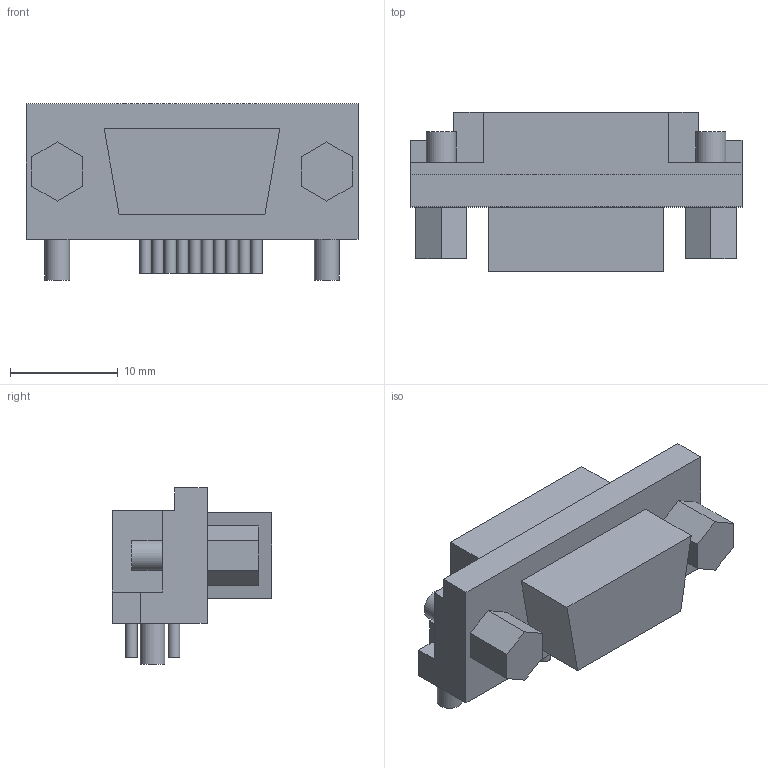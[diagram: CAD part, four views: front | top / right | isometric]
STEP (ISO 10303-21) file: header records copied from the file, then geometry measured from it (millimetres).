
FILE_DESCRIPTION(/* description */ (''),/* implementation_level */ '2;1');
FILE_NAME(/* name */ 'VGA Female Slim.step',/* time_stamp */ '2021-08-23T22:06:42-04:00',/* author */ (''),/* organization */ (''),/* preprocessor_version */ 'ST-DEVELOPER v18.1',/* originating_system */ 'Autodesk Translation Framework v10.9.0.1377',/* authorisation */ '');
FILE_SCHEMA (('AUTOMOTIVE_DESIGN { 1 0 10303 214 3 1 1 }'));
Length unit declared in the file: millimetre
Products named in the file (1): VGA Female Slim
Bounding box: 30.8 x 14.8 x 16.35 mm (x, y, z)
Volume: 3489.4 mm3; surface area: 2189.4 mm2
Topology: 1 solids, 1 shells, 77 faces, 163 edges, 108 vertices
Faces by surface type: plane 58, cylinder 19
Full cylindrical faces by diameter (mm): 1.09 x15, 2.29 x2, 2.8 x2
Entity records: 2094 total; most frequent: DIRECTION 359, CARTESIAN_POINT 349, ORIENTED_EDGE 326, EDGE_CURVE 163, LINE 123, VECTOR 123, AXIS2_PLACEMENT_3D 118, VERTEX_POINT 108
